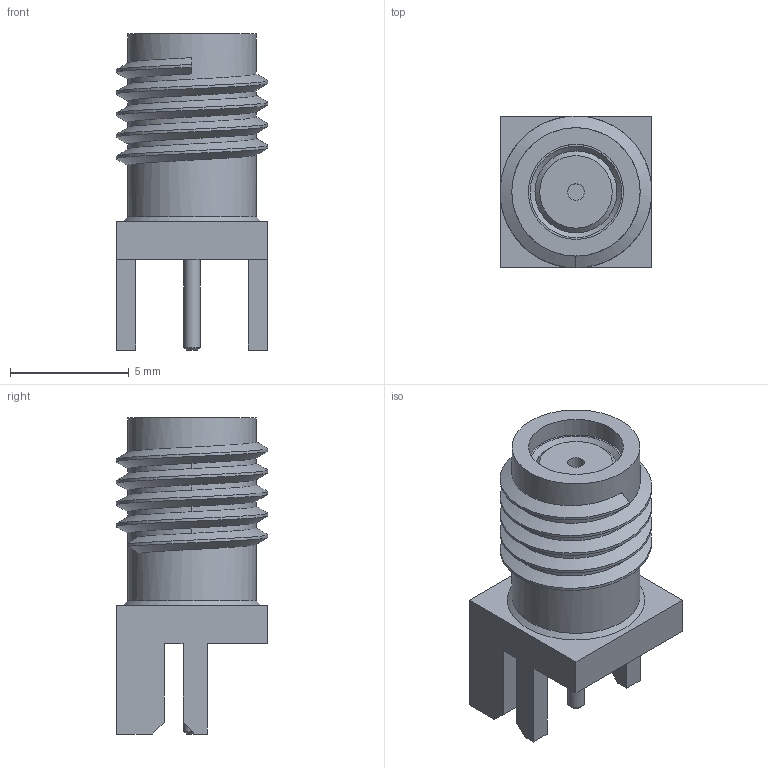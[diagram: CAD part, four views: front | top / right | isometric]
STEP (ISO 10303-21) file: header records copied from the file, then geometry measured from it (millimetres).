
FILE_DESCRIPTION(('HOOPS Exchange Step'),'2;1');
FILE_NAME('temp_export','2023-02-16T12:54:59+08:00',('30abd'),('Shapr3D Limited'),'HOOPS Exchange 2022.2','Shapr3D','Authorized');
FILE_SCHEMA( ('AUTOMOTIVE_DESIGN { 1 0 10303 214 1 1 1 1 }') );
Length unit declared in the file: millimetre
Products named in the file (2): temp_import.STEP; root
Assembly tree (1 placements, depth 2):
  root
    temp_import.STEP
Bounding box: 6.38 x 6.38 x 13.3 mm (x, y, z)
Volume: 267.9 mm3; surface area: 623.8 mm2
Topology: 4 solids, 4 shells, 59 faces, 155 edges, 110 vertices
Faces by surface type: plane 38, cylinder 14, cone 4, bspline 3
Full cylindrical faces by diameter (mm): 0.7 x2, 1.2 x2, 3.45 x4, 4 x1, 5.4 x5
Entity records: 9303 total; most frequent: CARTESIAN_POINT 7758, ORIENTED_EDGE 310, DIRECTION 305, EDGE_CURVE 155, VERTEX_POINT 110, AXIS2_PLACEMENT_3D 106, VECTOR 93, LINE 93
